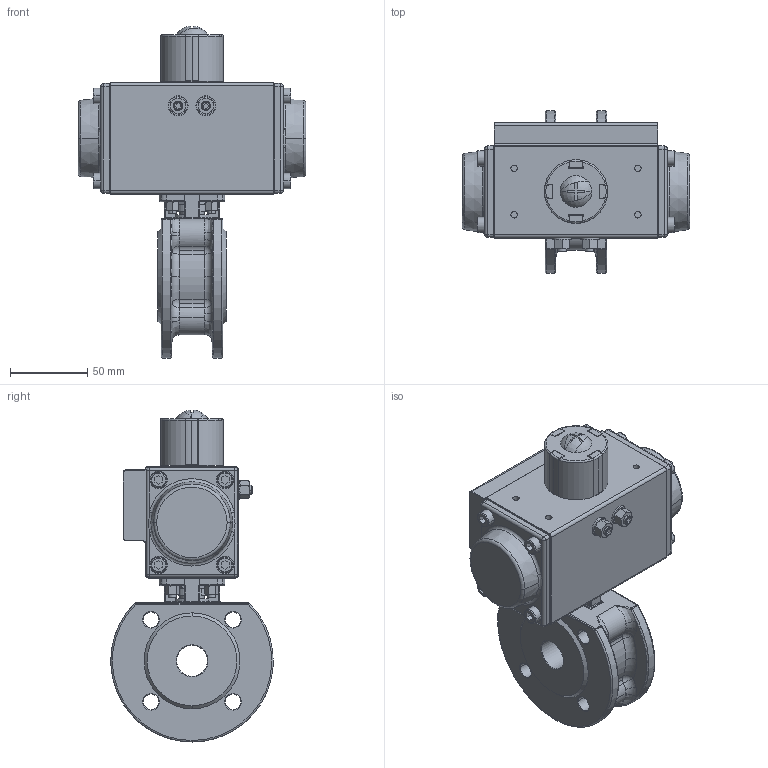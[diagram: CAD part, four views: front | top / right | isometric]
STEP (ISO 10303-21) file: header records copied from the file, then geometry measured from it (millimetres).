
FILE_DESCRIPTION(('HOOPS Exchange Step'),'2;1');
FILE_NAME('PK0601_DN20.stp','2025-05-09T11:39:43+02:00',('nieru'),('Unknown organisation'),'HOOPS Exchange 2024.2','HOOPS Exchange','Unknown authorisation');
FILE_SCHEMA( ('AP203_CONFIGURATION_CONTROLLED_3D_DESIGN_OF_MECHANICAL_PARTS_AND_ASSEMBLIES_MIM_LF') );
Length unit declared in the file: millimetre
Products named in the file (5): 0; root
Assembly tree (4 placements, depth 3):
  root
    0
      0
      0
      0
Bounding box: 147 x 104.9 x 214.65 mm (x, y, z)
Volume: 681775.4 mm3; surface area: 159114.8 mm2
Topology: 35 solids, 35 shells, 1558 faces, 3754 edges, 2252 vertices
Faces by surface type: plane 503, cylinder 502, cone 169, bspline 166, torus 162, sphere 56
Full cylindrical faces by diameter (mm): 5 x1, 13.97 x1, 20 x1
Entity records: 66376 total; most frequent: CARTESIAN_POINT 31265, ORIENTED_EDGE 7366, DIRECTION 7146, EDGE_CURVE 3683, AXIS2_PLACEMENT_3D 2792, VERTEX_POINT 2254, EDGE_LOOP 1699, FACE_BOUND 1699
